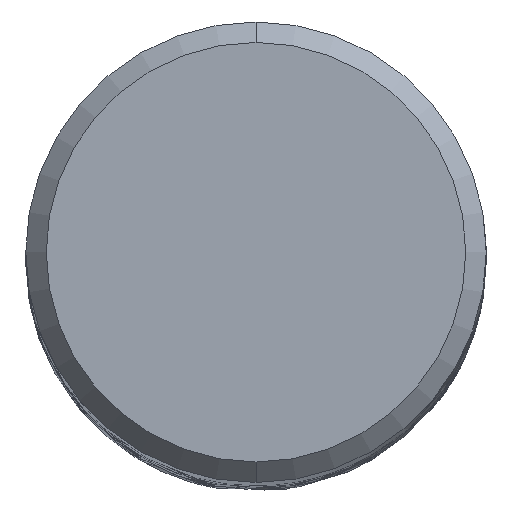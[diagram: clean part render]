
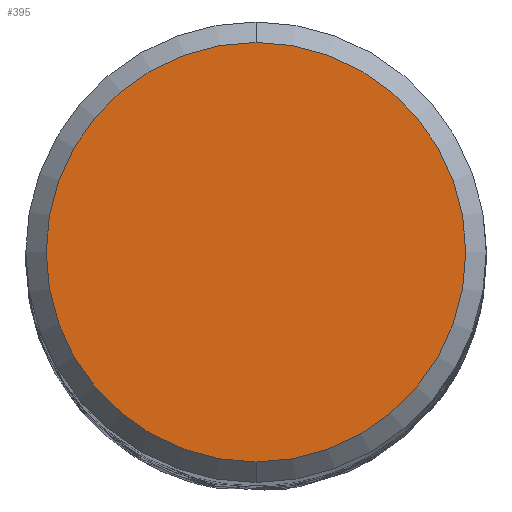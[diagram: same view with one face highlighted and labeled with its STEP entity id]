
A CAD part, top view. The second image highlights one B-rep face of the part: STEP entity #395.
In plain terms, the highlighted planar face has unit normal (0, 0, 1).
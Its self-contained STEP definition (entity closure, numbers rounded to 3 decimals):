
#373=EDGE_CURVE('',#815,#721,#981,.T.);
#395=ADVANCED_FACE('',(#1005),#1006,.T.);
#595=EDGE_CURVE('',#721,#815,#1219,.T.);
#721=VERTEX_POINT('',#1357);
#815=VERTEX_POINT('',#1461);
#981=CIRCLE('',#1729,8.2);
#1005=FACE_OUTER_BOUND('',#1876,.T.);
#1006=PLANE('',#1877);
#1219=CIRCLE('',#6342,8.2);
#1357=CARTESIAN_POINT('',(0.0,8.2,0.0));
#1461=CARTESIAN_POINT('',(0.,-8.2,0.0));
#1729=AXIS2_PLACEMENT_3D('',#10884,#10885,#10886);
#1876=EDGE_LOOP('',(#10906,#10907));
#1877=AXIS2_PLACEMENT_3D('',#10908,#10909,#10910);
#6342=AXIS2_PLACEMENT_3D('',#11072,#11073,#11074);
#10884=CARTESIAN_POINT('',(0.0,0.0,0.0));
#10885=DIRECTION('',(0.0,0.0,-1.0));
#10886=DIRECTION('',(0.0,1.0,0.0));
#10906=ORIENTED_EDGE('',*,*,#595,.F.);
#10907=ORIENTED_EDGE('',*,*,#373,.F.);
#10908=CARTESIAN_POINT('',(0.0,4.1,0.0));
#10909=DIRECTION('',(-0.0,0.0,1.0));
#10910=DIRECTION('',(0.0,-1.0,0.0));
#11072=CARTESIAN_POINT('',(0.0,0.0,0.0));
#11073=DIRECTION('',(0.0,0.0,-1.0));
#11074=DIRECTION('',(0.0,1.0,0.0));
